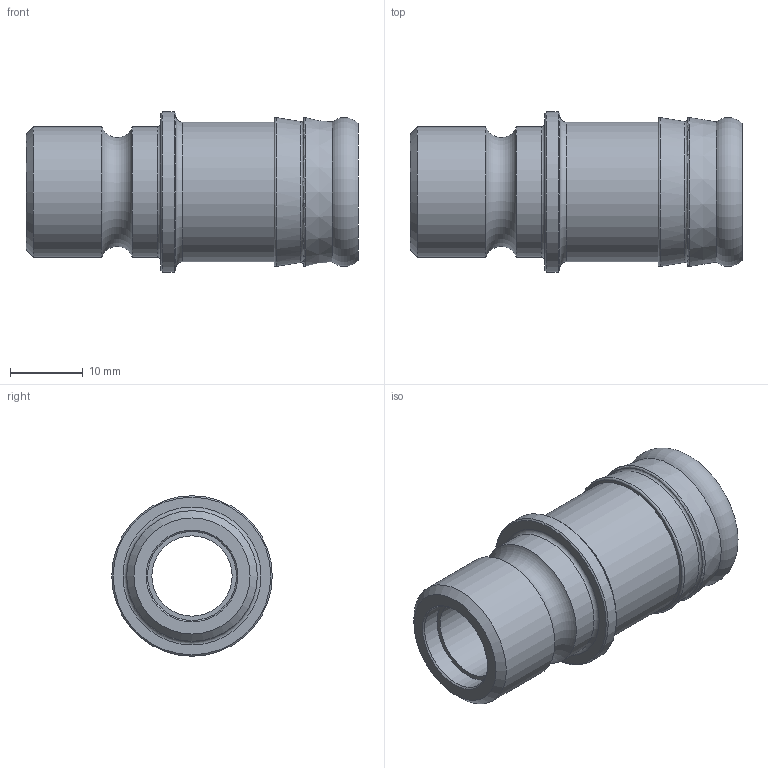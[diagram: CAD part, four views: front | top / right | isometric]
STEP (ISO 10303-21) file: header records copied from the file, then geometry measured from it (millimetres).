
FILE_DESCRIPTION((''),'2;1');
FILE_NAME('42SFTF19MXC.stp','2012-05-29T15:04:16',('IA176480'),(''),'Autodesk Inventor 2011','Autodesk Inventor 2011','');
FILE_SCHEMA(('AUTOMOTIVE_DESIGN { 1 0 10303 214 1 1 1 1 }'));
Length unit declared in the file: millimetre
Products named in the file (1): D103468
Bounding box: 45.5 x 22 x 22 mm (x, y, z)
Volume: 5600.8 mm3; surface area: 5221.5 mm2
Topology: 1 solids, 1 shells, 27 faces, 50 edges, 29 vertices
Faces by surface type: cone 7, cylinder 7, plane 6, torus 6, bspline 1
Full cylindrical faces by diameter (mm): 11 x1, 12.2 x1, 16 x1, 17.9 x2, 19.1 x1, 22 x1
Entity records: 687 total; most frequent: CARTESIAN_POINT 199, DIRECTION 106, ORIENTED_EDGE 56, AXIS2_PLACEMENT_3D 53, EDGE_LOOP 53, EDGE_CURVE 28, VERTEX_POINT 27, FACE_OUTER_BOUND 27
